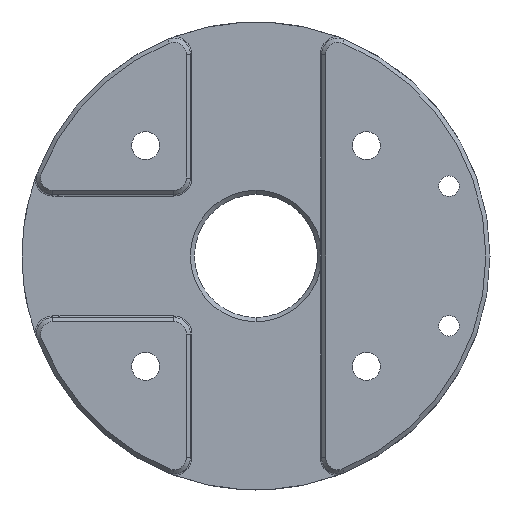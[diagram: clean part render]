
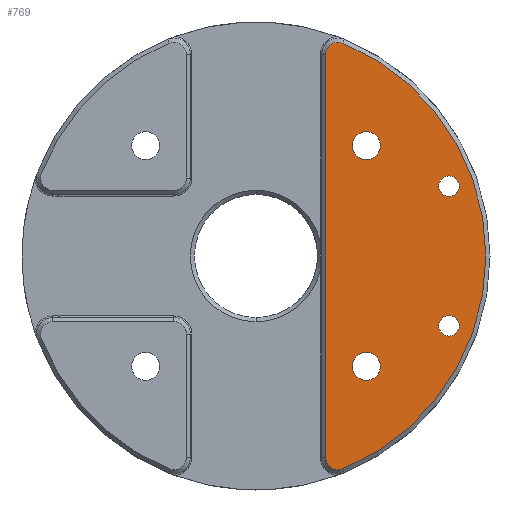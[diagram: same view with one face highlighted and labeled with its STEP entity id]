
A CAD part, front view. The second image highlights one B-rep face of the part: STEP entity #769.
In plain terms, the highlighted planar face has unit normal (0, -1, 0).
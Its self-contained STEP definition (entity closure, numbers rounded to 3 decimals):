
#6 = CARTESIAN_POINT ( 'NONE',  ( 23.5, -1., 8.5 ) ) ;
#50 = AXIS2_PLACEMENT_3D ( 'NONE', #270, #2849, #1680 ) ;
#74 = DIRECTION ( 'NONE',  ( 0., -1., 0. ) ) ;
#95 = ORIENTED_EDGE ( 'NONE', *, *, #2886, .T. ) ;
#150 = CARTESIAN_POINT ( 'NONE',  ( 13.435, -1., 13.435 ) ) ;
#181 = AXIS2_PLACEMENT_3D ( 'NONE', #1867, #2751, #2802 ) ;
#187 = DIRECTION ( 'NONE',  ( 0.377, 0., -0.926 ) ) ;
#191 = FACE_BOUND ( 'NONE', #2040, .T. ) ;
#234 = ORIENTED_EDGE ( 'NONE', *, *, #2941, .T. ) ;
#245 = FACE_OUTER_BOUND ( 'NONE', #3048, .T. ) ;
#270 = CARTESIAN_POINT ( 'NONE',  ( 10., -1., -24.541 ) ) ;
#272 = ORIENTED_EDGE ( 'NONE', *, *, #1093, .T. ) ;
#277 = VERTEX_POINT ( 'NONE', #2741 ) ;
#347 = CARTESIAN_POINT ( 'NONE',  ( 10.566, -1., 25.93 ) ) ;
#388 = VERTEX_POINT ( 'NONE', #2598 ) ;
#465 = EDGE_CURVE ( 'NONE', #277, #2553, #2109, .T. ) ;
#470 = CIRCLE ( 'NONE', #2032, 1.7 ) ;
#506 = CIRCLE ( 'NONE', #2220, 1.25 ) ;
#512 = EDGE_LOOP ( 'NONE', ( #1748, #980 ) ) ;
#531 = CARTESIAN_POINT ( 'NONE',  ( 23.5, -1., -8.5 ) ) ;
#566 = DIRECTION ( 'NONE',  ( -1., 0., 0. ) ) ;
#618 = VERTEX_POINT ( 'NONE', #1310 ) ;
#691 = EDGE_CURVE ( 'NONE', #1257, #2689, #2329, .T. ) ;
#697 = CARTESIAN_POINT ( 'NONE',  ( 11.735, -1., -13.435 ) ) ;
#725 = DIRECTION ( 'NONE',  ( 1., 0., 0. ) ) ;
#734 = EDGE_CURVE ( 'NONE', #794, #2945, #470, .T. ) ;
#741 = CARTESIAN_POINT ( 'NONE',  ( 0., -1., 0. ) ) ;
#769 = ADVANCED_FACE ( 'NONE', ( #245, #191, #1197, #1373, #2380 ), #1620, .F. ) ;
#787 = EDGE_CURVE ( 'NONE', #878, #2557, #1537, .T. ) ;
#794 = VERTEX_POINT ( 'NONE', #2805 ) ;
#832 = ORIENTED_EDGE ( 'NONE', *, *, #734, .F. ) ;
#878 = VERTEX_POINT ( 'NONE', #697 ) ;
#925 = AXIS2_PLACEMENT_3D ( 'NONE', #531, #2381, #1213 ) ;
#952 = CARTESIAN_POINT ( 'NONE',  ( 23.5, -1., -9.75 ) ) ;
#960 = AXIS2_PLACEMENT_3D ( 'NONE', #2724, #2031, #1525 ) ;
#980 = ORIENTED_EDGE ( 'NONE', *, *, #787, .F. ) ;
#984 = CARTESIAN_POINT ( 'NONE',  ( 13.435, -1., -13.435 ) ) ;
#1093 = EDGE_CURVE ( 'NONE', #1996, #388, #2467, .T. ) ;
#1110 = DIRECTION ( 'NONE',  ( 0., -1., 0. ) ) ;
#1124 = CARTESIAN_POINT ( 'NONE',  ( 8.5, -1., -24.541 ) ) ;
#1145 = DIRECTION ( 'NONE',  ( 0., 1., 0. ) ) ;
#1165 = DIRECTION ( 'NONE',  ( 0., -1., 0. ) ) ;
#1197 = FACE_BOUND ( 'NONE', #2577, .T. ) ;
#1206 = ORIENTED_EDGE ( 'NONE', *, *, #2242, .F. ) ;
#1213 = DIRECTION ( 'NONE',  ( 0., 0., 1. ) ) ;
#1257 = VERTEX_POINT ( 'NONE', #347 ) ;
#1262 = ORIENTED_EDGE ( 'NONE', *, *, #691, .T. ) ;
#1310 = CARTESIAN_POINT ( 'NONE',  ( 10.566, -1., -25.93 ) ) ;
#1334 = VERTEX_POINT ( 'NONE', #2858 ) ;
#1351 = CARTESIAN_POINT ( 'NONE',  ( 11.735, -1., 13.435 ) ) ;
#1373 = FACE_BOUND ( 'NONE', #512, .T. ) ;
#1405 = ORIENTED_EDGE ( 'NONE', *, *, #2977, .T. ) ;
#1419 = EDGE_CURVE ( 'NONE', #1695, #1334, #2538, .T. ) ;
#1443 = ORIENTED_EDGE ( 'NONE', *, *, #465, .T. ) ;
#1447 = CARTESIAN_POINT ( 'NONE',  ( 15.135, -1., -13.435 ) ) ;
#1472 = CARTESIAN_POINT ( 'NONE',  ( 8.5, -1., 24.541 ) ) ;
#1520 = AXIS2_PLACEMENT_3D ( 'NONE', #3023, #1145, #2969 ) ;
#1525 = DIRECTION ( 'NONE',  ( 0.377, 0., 0.926 ) ) ;
#1537 = CIRCLE ( 'NONE', #2668, 1.7 ) ;
#1572 = DIRECTION ( 'NONE',  ( 0., 1., 0. ) ) ;
#1600 = CIRCLE ( 'NONE', #2288, 1.7 ) ;
#1620 = PLANE ( 'NONE',  #2424 ) ;
#1675 = DIRECTION ( 'NONE',  ( 0., 0., 1. ) ) ;
#1676 = CIRCLE ( 'NONE', #181, 1.5 ) ;
#1680 = DIRECTION ( 'NONE',  ( -1., 0., 0. ) ) ;
#1695 = VERTEX_POINT ( 'NONE', #952 ) ;
#1748 = ORIENTED_EDGE ( 'NONE', *, *, #3065, .F. ) ;
#1815 = DIRECTION ( 'NONE',  ( 0., -1., 0. ) ) ;
#1867 = CARTESIAN_POINT ( 'NONE',  ( 10., -1., -24.541 ) ) ;
#1937 = DIRECTION ( 'NONE',  ( 0., -1., 0. ) ) ;
#1996 = VERTEX_POINT ( 'NONE', #1124 ) ;
#2019 = CARTESIAN_POINT ( 'NONE',  ( 23.5, -1., 8.5 ) ) ;
#2031 = DIRECTION ( 'NONE',  ( 0., -1., 0. ) ) ;
#2032 = AXIS2_PLACEMENT_3D ( 'NONE', #150, #1110, #2992 ) ;
#2040 = EDGE_LOOP ( 'NONE', ( #1405, #2257 ) ) ;
#2048 = EDGE_LOOP ( 'NONE', ( #832, #1206 ) ) ;
#2084 = CARTESIAN_POINT ( 'NONE',  ( 0., -1., 0. ) ) ;
#2108 = DIRECTION ( 'NONE',  ( 0., 1., 0. ) ) ;
#2109 = CIRCLE ( 'NONE', #2483, 1.25 ) ;
#2125 = CIRCLE ( 'NONE', #2498, 28. ) ;
#2220 = AXIS2_PLACEMENT_3D ( 'NONE', #2019, #1572, #2725 ) ;
#2242 = EDGE_CURVE ( 'NONE', #2945, #794, #1600, .T. ) ;
#2257 = ORIENTED_EDGE ( 'NONE', *, *, #1419, .T. ) ;
#2288 = AXIS2_PLACEMENT_3D ( 'NONE', #2907, #74, #566 ) ;
#2298 = AXIS2_PLACEMENT_3D ( 'NONE', #984, #1937, #2362 ) ;
#2303 = ORIENTED_EDGE ( 'NONE', *, *, #2749, .T. ) ;
#2329 = CIRCLE ( 'NONE', #960, 1.5 ) ;
#2355 = ORIENTED_EDGE ( 'NONE', *, *, #2922, .T. ) ;
#2362 = DIRECTION ( 'NONE',  ( 1., 0., 0. ) ) ;
#2380 = FACE_BOUND ( 'NONE', #2048, .T. ) ;
#2381 = DIRECTION ( 'NONE',  ( 0., 1., 0. ) ) ;
#2424 = AXIS2_PLACEMENT_3D ( 'NONE', #741, #2108, #725 ) ;
#2467 = CIRCLE ( 'NONE', #50, 1.5 ) ;
#2483 = AXIS2_PLACEMENT_3D ( 'NONE', #6, #2846, #1675 ) ;
#2498 = AXIS2_PLACEMENT_3D ( 'NONE', #2084, #1815, #187 ) ;
#2538 = CIRCLE ( 'NONE', #925, 1.25 ) ;
#2540 = DIRECTION ( 'NONE',  ( 0., 0., -1. ) ) ;
#2553 = VERTEX_POINT ( 'NONE', #2568 ) ;
#2557 = VERTEX_POINT ( 'NONE', #1447 ) ;
#2568 = CARTESIAN_POINT ( 'NONE',  ( 23.5, -1., 7.25 ) ) ;
#2576 = LINE ( 'NONE', #2734, #2702 ) ;
#2577 = EDGE_LOOP ( 'NONE', ( #1443, #2303 ) ) ;
#2594 = CARTESIAN_POINT ( 'NONE',  ( 13.435, -1., -13.435 ) ) ;
#2598 = CARTESIAN_POINT ( 'NONE',  ( 10., -1., -26.041 ) ) ;
#2668 = AXIS2_PLACEMENT_3D ( 'NONE', #2594, #1165, #2772 ) ;
#2689 = VERTEX_POINT ( 'NONE', #1472 ) ;
#2690 = CIRCLE ( 'NONE', #2298, 1.7 ) ;
#2702 = VECTOR ( 'NONE', #2540, 1000. ) ;
#2724 = CARTESIAN_POINT ( 'NONE',  ( 10., -1., 24.541 ) ) ;
#2725 = DIRECTION ( 'NONE',  ( 0., 0., 1. ) ) ;
#2734 = CARTESIAN_POINT ( 'NONE',  ( 8.5, -1., 24.541 ) ) ;
#2741 = CARTESIAN_POINT ( 'NONE',  ( 23.5, -1., 9.75 ) ) ;
#2749 = EDGE_CURVE ( 'NONE', #2553, #277, #506, .T. ) ;
#2751 = DIRECTION ( 'NONE',  ( 0., -1., 0. ) ) ;
#2772 = DIRECTION ( 'NONE',  ( -1., 0., 0. ) ) ;
#2802 = DIRECTION ( 'NONE',  ( -1., 0., 0. ) ) ;
#2805 = CARTESIAN_POINT ( 'NONE',  ( 15.135, -1., 13.435 ) ) ;
#2846 = DIRECTION ( 'NONE',  ( 0., 1., 0. ) ) ;
#2849 = DIRECTION ( 'NONE',  ( 0., -1., 0. ) ) ;
#2858 = CARTESIAN_POINT ( 'NONE',  ( 23.5, -1., -7.25 ) ) ;
#2886 = EDGE_CURVE ( 'NONE', #2689, #1996, #2576, .T. ) ;
#2899 = CIRCLE ( 'NONE', #1520, 1.25 ) ;
#2907 = CARTESIAN_POINT ( 'NONE',  ( 13.435, -1., 13.435 ) ) ;
#2922 = EDGE_CURVE ( 'NONE', #618, #1257, #2125, .T. ) ;
#2941 = EDGE_CURVE ( 'NONE', #388, #618, #1676, .T. ) ;
#2945 = VERTEX_POINT ( 'NONE', #1351 ) ;
#2969 = DIRECTION ( 'NONE',  ( 0., 0., 1. ) ) ;
#2977 = EDGE_CURVE ( 'NONE', #1334, #1695, #2899, .T. ) ;
#2992 = DIRECTION ( 'NONE',  ( 1., 0., 0. ) ) ;
#3023 = CARTESIAN_POINT ( 'NONE',  ( 23.5, -1., -8.5 ) ) ;
#3048 = EDGE_LOOP ( 'NONE', ( #2355, #1262, #95, #272, #234 ) ) ;
#3065 = EDGE_CURVE ( 'NONE', #2557, #878, #2690, .T. ) ;
